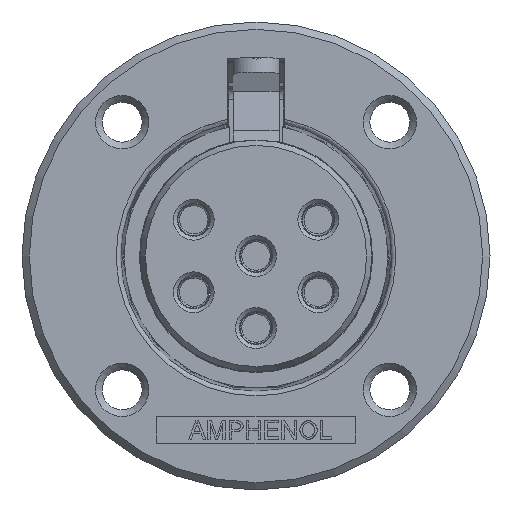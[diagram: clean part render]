
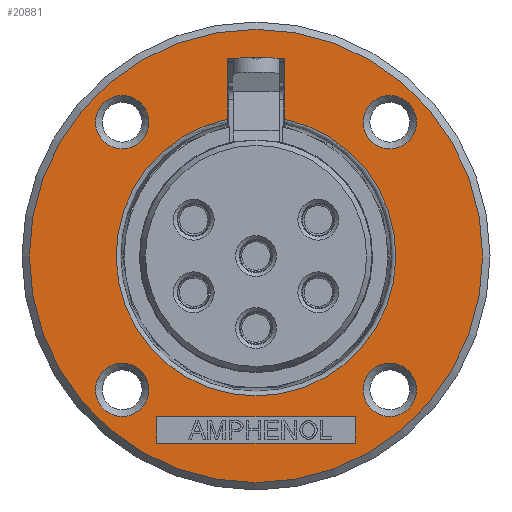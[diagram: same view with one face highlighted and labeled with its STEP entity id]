
A CAD part, left-side view. The second image highlights one B-rep face of the part: STEP entity #20881.
In plain terms, the highlighted planar face has unit normal (-1, 0, 0).
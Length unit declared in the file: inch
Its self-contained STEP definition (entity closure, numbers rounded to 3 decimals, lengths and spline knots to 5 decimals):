
#20701=CARTESIAN_POINT('',(5.63639,1.27546,0.58771));
#20702=VERTEX_POINT('',#20701);
#20722=CARTESIAN_POINT('',(5.63639,1.02743,0.58771));
#20723=VERTEX_POINT('',#20722);
#20724=CARTESIAN_POINT('',(5.63639,1.15144,0.00058));
#20725=DIRECTION('',(-1.0,0.,0.));
#20726=DIRECTION('',(0.,0.,-1.0));
#20727=AXIS2_PLACEMENT_3D('',#20724,#20725,#20726);
#20728=CIRCLE('',#20727,0.60009);
#20729=EDGE_CURVE('',#20702,#20723,#20728,.T.);
#20762=CARTESIAN_POINT('',(5.63639,1.15144,0.00058));
#20763=DIRECTION('',(1.0,0.0,0.0));
#20764=DIRECTION('',(0.0,1.0,0.));
#20765=AXIS2_PLACEMENT_3D('',#20762,#20763,#20764);
#20766=PLANE('',#20765);
#20767=CARTESIAN_POINT('',(5.63639,0.179,0.00058));
#20768=VERTEX_POINT('',#20767);
#20769=CARTESIAN_POINT('',(5.63639,1.15144,0.00058));
#20770=DIRECTION('',(1.0,0.,0.));
#20771=DIRECTION('',(0.,1.0,0.));
#20772=AXIS2_PLACEMENT_3D('',#20769,#20770,#20771);
#20773=CIRCLE('',#20772,0.97244);
#20774=EDGE_CURVE('',#20768,#20768,#20773,.T.);
#20775=ORIENTED_EDGE('',*,*,#20774,.F.);
#20776=EDGE_LOOP('',(#20775));
#20777=FACE_OUTER_BOUND('',#20776,.T.);
#20778=CARTESIAN_POINT('',(5.63639,1.72565,0.68896));
#20779=VERTEX_POINT('',#20778);
#20780=CARTESIAN_POINT('',(5.63639,1.72565,0.57479));
#20781=DIRECTION('',(1.0,0.,0.));
#20782=DIRECTION('',(0.,0.,1.0));
#20783=AXIS2_PLACEMENT_3D('',#20780,#20781,#20782);
#20784=CIRCLE('',#20783,0.11417);
#20785=EDGE_CURVE('',#20779,#20779,#20784,.T.);
#20786=ORIENTED_EDGE('',*,*,#20785,.T.);
#20787=EDGE_LOOP('',(#20786));
#20788=FACE_BOUND('',#20787,.T.);
#20789=CARTESIAN_POINT('',(5.63639,0.46305,0.57479));
#20790=VERTEX_POINT('',#20789);
#20791=CARTESIAN_POINT('',(5.63639,0.57723,0.57479));
#20792=DIRECTION('',(1.0,0.,0.));
#20793=DIRECTION('',(0.,-1.0,0.));
#20794=AXIS2_PLACEMENT_3D('',#20791,#20792,#20793);
#20795=CIRCLE('',#20794,0.11417);
#20796=EDGE_CURVE('',#20790,#20790,#20795,.T.);
#20797=ORIENTED_EDGE('',*,*,#20796,.T.);
#20798=EDGE_LOOP('',(#20797));
#20799=FACE_BOUND('',#20798,.T.);
#20800=CARTESIAN_POINT('',(5.63639,0.57723,-0.68781));
#20801=VERTEX_POINT('',#20800);
#20802=CARTESIAN_POINT('',(5.63639,0.57723,-0.57364));
#20803=DIRECTION('',(1.0,0.,0.));
#20804=DIRECTION('',(0.,0.,-1.0));
#20805=AXIS2_PLACEMENT_3D('',#20802,#20803,#20804);
#20806=CIRCLE('',#20805,0.11417);
#20807=EDGE_CURVE('',#20801,#20801,#20806,.T.);
#20808=ORIENTED_EDGE('',*,*,#20807,.T.);
#20809=EDGE_LOOP('',(#20808));
#20810=FACE_BOUND('',#20809,.T.);
#20811=CARTESIAN_POINT('',(5.63639,1.83983,-0.57364));
#20812=VERTEX_POINT('',#20811);
#20813=CARTESIAN_POINT('',(5.63639,1.72565,-0.57364));
#20814=DIRECTION('',(1.0,0.,0.));
#20815=DIRECTION('',(0.,1.0,0.));
#20816=AXIS2_PLACEMENT_3D('',#20813,#20814,#20815);
#20817=CIRCLE('',#20816,0.11417);
#20818=EDGE_CURVE('',#20812,#20812,#20817,.T.);
#20819=ORIENTED_EDGE('',*,*,#20818,.T.);
#20820=EDGE_LOOP('',(#20819));
#20821=FACE_BOUND('',#20820,.T.);
#20822=ORIENTED_EDGE('',*,*,#20729,.F.);
#20823=CARTESIAN_POINT('',(5.63639,1.27546,0.84598));
#20824=VERTEX_POINT('',#20823);
#20825=CARTESIAN_POINT('',(5.63639,1.27546,0.58771));
#20826=DIRECTION('',(0.0,0.,1.0));
#20827=VECTOR('',#20826,0.25827);
#20828=LINE('',#20825,#20827);
#20829=EDGE_CURVE('',#20702,#20824,#20828,.T.);
#20830=ORIENTED_EDGE('',*,*,#20829,.T.);
#20831=CARTESIAN_POINT('',(5.63639,1.02743,0.84598));
#20832=VERTEX_POINT('',#20831);
#20833=CARTESIAN_POINT('',(5.63639,1.02743,0.84598));
#20834=DIRECTION('',(0.0,1.0,0.));
#20835=VECTOR('',#20834,0.24803);
#20836=LINE('',#20833,#20835);
#20837=EDGE_CURVE('',#20832,#20824,#20836,.T.);
#20838=ORIENTED_EDGE('',*,*,#20837,.F.);
#20839=CARTESIAN_POINT('',(5.63639,1.02743,0.58771));
#20840=DIRECTION('',(0.0,0.,1.0));
#20841=VECTOR('',#20840,0.25827);
#20842=LINE('',#20839,#20841);
#20843=EDGE_CURVE('',#20723,#20832,#20842,.T.);
#20844=ORIENTED_EDGE('',*,*,#20843,.F.);
#20845=EDGE_LOOP('',(#20822,#20830,#20838,#20844));
#20846=FACE_BOUND('',#20845,.T.);
#20847=CARTESIAN_POINT('',(5.63639,1.57664,-0.80257));
#20848=VERTEX_POINT('',#20847);
#20849=CARTESIAN_POINT('',(5.63639,1.57664,-0.6884));
#20850=VERTEX_POINT('',#20849);
#20851=CARTESIAN_POINT('',(5.63639,1.57664,-0.80257));
#20852=DIRECTION('',(0.0,0.,1.0));
#20853=VECTOR('',#20852,0.11417);
#20854=LINE('',#20851,#20853);
#20855=EDGE_CURVE('',#20848,#20850,#20854,.T.);
#20856=ORIENTED_EDGE('',*,*,#20855,.T.);
#20857=CARTESIAN_POINT('',(5.63639,0.72624,-0.6884));
#20858=VERTEX_POINT('',#20857);
#20859=CARTESIAN_POINT('',(5.63639,1.57664,-0.6884));
#20860=DIRECTION('',(0.0,-1.0,0.));
#20861=VECTOR('',#20860,0.85039);
#20862=LINE('',#20859,#20861);
#20863=EDGE_CURVE('',#20850,#20858,#20862,.T.);
#20864=ORIENTED_EDGE('',*,*,#20863,.T.);
#20865=CARTESIAN_POINT('',(5.63639,0.72624,-0.80257));
#20866=VERTEX_POINT('',#20865);
#20867=CARTESIAN_POINT('',(5.63639,0.72624,-0.6884));
#20868=DIRECTION('',(0.0,0.,-1.0));
#20869=VECTOR('',#20868,0.11417);
#20870=LINE('',#20867,#20869);
#20871=EDGE_CURVE('',#20858,#20866,#20870,.T.);
#20872=ORIENTED_EDGE('',*,*,#20871,.T.);
#20873=CARTESIAN_POINT('',(5.63639,0.72624,-0.80257));
#20874=DIRECTION('',(0.0,1.0,0.));
#20875=VECTOR('',#20874,0.85039);
#20876=LINE('',#20873,#20875);
#20877=EDGE_CURVE('',#20866,#20848,#20876,.T.);
#20878=ORIENTED_EDGE('',*,*,#20877,.T.);
#20879=EDGE_LOOP('',(#20856,#20864,#20872,#20878));
#20880=FACE_BOUND('',#20879,.T.);
#20881=ADVANCED_FACE('',(#20777,#20788,#20799,#20810,#20821,#20846,#20880),#20766,.F.);
